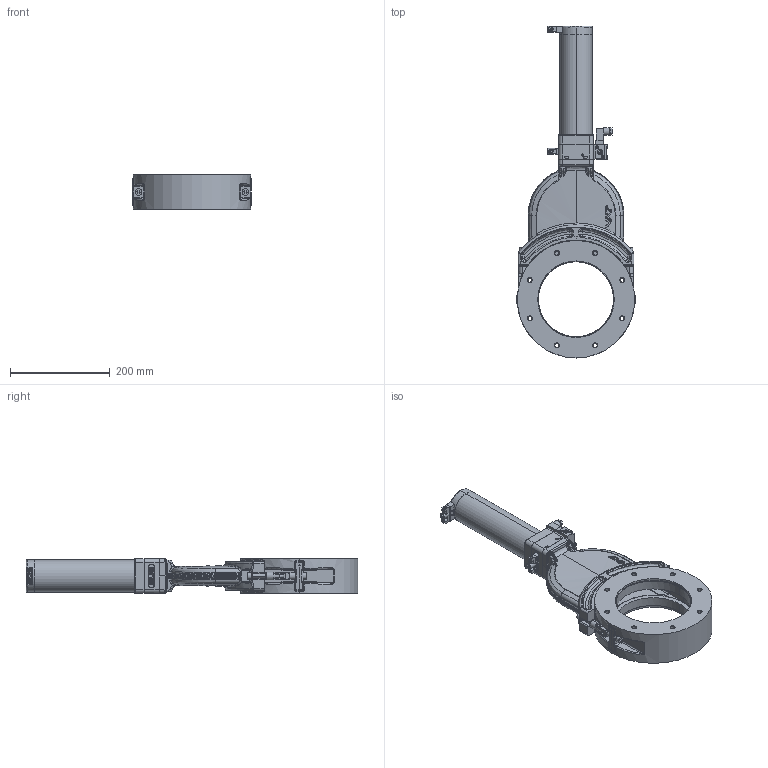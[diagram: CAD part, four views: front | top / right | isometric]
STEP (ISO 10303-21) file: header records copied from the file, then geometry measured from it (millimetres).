
FILE_DESCRIPTION (( 'STEP AP214' ), '1' );
FILE_NAME ('PFE38201.step', '2017-07-10T11:06:43', ( 'install' ), ( '' ), 'SwSTEP 2.0', 'SolidWorks 2015', '' );
FILE_SCHEMA (( 'AUTOMOTIVE_DESIGN' ));
Length unit declared in the file: millimetre
Products named in the file (1): PFE38201
Bounding box: 237 x 664.3 x 70 mm (x, y, z)
Surface area: 374062.2 mm2 (no closed solid volume)
Topology: 0 solids, 75 shells, 1308 faces, 4022 edges, 2658 vertices
Faces by surface type: plane 422, bspline 368, cylinder 364, cone 108, torus 42, sphere 4
Entity records: 81018 total; most frequent: CARTESIAN_POINT 47262, ORIENTED_EDGE 6569, DIRECTION 5237, EDGE_CURVE 3955, VERTEX_POINT 2650, AXIS2_PLACEMENT_3D 1886, B_SPLINE_CURVE_WITH_KNOTS 1497, EDGE_LOOP 1475
